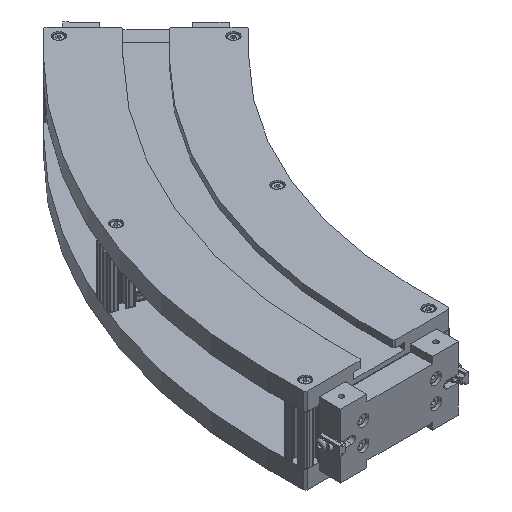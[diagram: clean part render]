
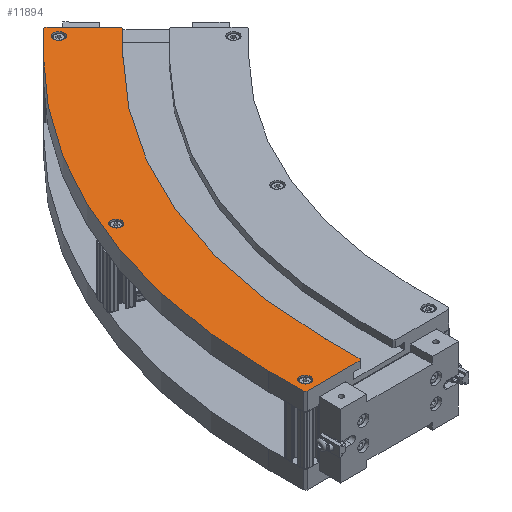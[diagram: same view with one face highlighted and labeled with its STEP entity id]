
A CAD part, isometric view. The second image highlights one B-rep face of the part: STEP entity #11894.
In plain terms, the highlighted planar face has unit normal (0, 0, 1).
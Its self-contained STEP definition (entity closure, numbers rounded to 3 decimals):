
#325=FACE_BOUND('',#1741,.T.);
#326=FACE_BOUND('',#1742,.T.);
#327=FACE_BOUND('',#1743,.T.);
#590=PLANE('',#13087);
#1109=FACE_OUTER_BOUND('',#1740,.T.);
#1740=EDGE_LOOP('',(#9920,#9921,#9922,#9923,#9924,#9925,#9926,#9927,#9928,
#9929,#9930,#9931));
#1741=EDGE_LOOP('',(#9932));
#1742=EDGE_LOOP('',(#9933));
#1743=EDGE_LOOP('',(#9934));
#2742=LINE('',#19178,#3888);
#2744=LINE('',#19182,#3890);
#2746=LINE('',#19187,#3892);
#2749=LINE('',#19192,#3895);
#2773=LINE('',#19246,#3919);
#2778=LINE('',#19255,#3924);
#2783=LINE('',#19269,#3929);
#2791=LINE('',#19290,#3937);
#2795=LINE('',#19301,#3941);
#2798=LINE('',#19308,#3944);
#3888=VECTOR('',#15718,10.);
#3890=VECTOR('',#15722,10.);
#3892=VECTOR('',#15726,10.);
#3895=VECTOR('',#15731,10.);
#3919=VECTOR('',#15773,10.);
#3924=VECTOR('',#15780,10.);
#3929=VECTOR('',#15795,10.);
#3937=VECTOR('',#15823,10.);
#3941=VECTOR('',#15839,10.);
#3944=VECTOR('',#15848,10.);
#4563=CIRCLE('',#13006,7.5);
#4571=CIRCLE('',#13020,7.5);
#4579=CIRCLE('',#13034,7.5);
#4595=CIRCLE('',#13078,672.5);
#4596=CIRCLE('',#13084,750.);
#5438=VERTEX_POINT('',#19057);
#5446=VERTEX_POINT('',#19083);
#5454=VERTEX_POINT('',#19109);
#5481=VERTEX_POINT('',#19175);
#5482=VERTEX_POINT('',#19177);
#5483=VERTEX_POINT('',#19181);
#5484=VERTEX_POINT('',#19185);
#5485=VERTEX_POINT('',#19186);
#5486=VERTEX_POINT('',#19191);
#5507=VERTEX_POINT('',#19245);
#5510=VERTEX_POINT('',#19253);
#5514=VERTEX_POINT('',#19268);
#5517=VERTEX_POINT('',#19289);
#5518=VERTEX_POINT('',#19300);
#5519=VERTEX_POINT('',#19304);
#6924=EDGE_CURVE('',#5438,#5438,#4563,.T.);
#6936=EDGE_CURVE('',#5446,#5446,#4571,.T.);
#6948=EDGE_CURVE('',#5454,#5454,#4579,.T.);
#6981=EDGE_CURVE('',#5482,#5481,#2742,.T.);
#6983=EDGE_CURVE('',#5482,#5483,#2744,.T.);
#6985=EDGE_CURVE('',#5484,#5485,#2746,.T.);
#6988=EDGE_CURVE('',#5486,#5485,#2749,.T.);
#7016=EDGE_CURVE('',#5507,#5481,#2773,.T.);
#7021=EDGE_CURVE('',#5507,#5510,#2778,.T.);
#7028=EDGE_CURVE('',#5486,#5514,#2783,.T.);
#7038=EDGE_CURVE('',#5517,#5514,#2791,.T.);
#7040=EDGE_CURVE('',#5510,#5517,#4595,.T.);
#7043=EDGE_CURVE('',#5518,#5483,#2795,.T.);
#7045=EDGE_CURVE('',#5519,#5518,#4596,.T.);
#7047=EDGE_CURVE('',#5484,#5519,#2798,.T.);
#9920=ORIENTED_EDGE('',*,*,#6983,.F.);
#9921=ORIENTED_EDGE('',*,*,#6981,.T.);
#9922=ORIENTED_EDGE('',*,*,#7016,.F.);
#9923=ORIENTED_EDGE('',*,*,#7021,.T.);
#9924=ORIENTED_EDGE('',*,*,#7040,.T.);
#9925=ORIENTED_EDGE('',*,*,#7038,.T.);
#9926=ORIENTED_EDGE('',*,*,#7028,.F.);
#9927=ORIENTED_EDGE('',*,*,#6988,.T.);
#9928=ORIENTED_EDGE('',*,*,#6985,.F.);
#9929=ORIENTED_EDGE('',*,*,#7047,.T.);
#9930=ORIENTED_EDGE('',*,*,#7045,.T.);
#9931=ORIENTED_EDGE('',*,*,#7043,.T.);
#9932=ORIENTED_EDGE('',*,*,#6924,.T.);
#9933=ORIENTED_EDGE('',*,*,#6936,.T.);
#9934=ORIENTED_EDGE('',*,*,#6948,.T.);
#11894=ADVANCED_FACE('',(#1109,#325,#326,#327),#590,.T.);
#13006=AXIS2_PLACEMENT_3D('',#19058,#15599,#15600);
#13020=AXIS2_PLACEMENT_3D('',#19084,#15631,#15632);
#13034=AXIS2_PLACEMENT_3D('',#19110,#15663,#15664);
#13078=AXIS2_PLACEMENT_3D('',#19293,#15827,#15828);
#13084=AXIS2_PLACEMENT_3D('',#19305,#15843,#15844);
#13087=AXIS2_PLACEMENT_3D('',#19310,#15851,#15852);
#15599=DIRECTION('center_axis',(0.,0.,-1.));
#15600=DIRECTION('ref_axis',(1.,0.,0.));
#15631=DIRECTION('center_axis',(0.,0.,-1.));
#15632=DIRECTION('ref_axis',(1.,0.,0.));
#15663=DIRECTION('center_axis',(0.,0.,-1.));
#15664=DIRECTION('ref_axis',(1.,0.,0.));
#15718=DIRECTION('',(-0.707,-0.707,0.));
#15722=DIRECTION('',(1.,0.,0.));
#15726=DIRECTION('',(-0.707,-0.707,0.));
#15731=DIRECTION('',(1.,0.,0.));
#15773=DIRECTION('',(0.,1.,0.));
#15780=DIRECTION('',(0.707,-0.707,0.));
#15795=DIRECTION('',(-0.707,0.707,0.));
#15823=DIRECTION('',(0.,-1.,0.));
#15827=DIRECTION('center_axis',(0.,0.,-1.));
#15828=DIRECTION('ref_axis',(1.,0.,0.));
#15839=DIRECTION('',(-0.707,0.707,0.));
#15843=DIRECTION('center_axis',(0.,0.,1.));
#15844=DIRECTION('ref_axis',(1.,0.,0.));
#15848=DIRECTION('',(0.,1.,0.));
#15851=DIRECTION('center_axis',(0.,0.,1.));
#15852=DIRECTION('ref_axis',(1.,0.,0.));
#19057=CARTESIAN_POINT('',(671.551,281.272,12.5));
#19058=CARTESIAN_POINT('Origin',(679.051,281.272,12.5));
#19083=CARTESIAN_POINT('',(487.475,544.472,12.5));
#19084=CARTESIAN_POINT('Origin',(494.975,544.472,12.5));
#19109=CARTESIAN_POINT('',(727.5,-35.,12.5));
#19110=CARTESIAN_POINT('Origin',(735.,-35.,12.5));
#19175=CARTESIAN_POINT('',(441.588,512.299,12.5));
#19177=CARTESIAN_POINT('',(493.207,563.918,12.5));
#19178=CARTESIAN_POINT('',(494.975,565.685,12.5));
#19181=CARTESIAN_POINT('',(496.743,563.918,12.5));
#19182=CARTESIAN_POINT('',(572.487,563.918,12.5));
#19185=CARTESIAN_POINT('',(750.,-47.5,12.5));
#19186=CARTESIAN_POINT('',(747.5,-50.,12.5));
#19187=CARTESIAN_POINT('',(730.,-67.5,12.5));
#19191=CARTESIAN_POINT('',(674.5,-50.,12.5));
#19192=CARTESIAN_POINT('',(550.,-50.,12.5));
#19245=CARTESIAN_POINT('',(441.588,509.47,12.5));
#19246=CARTESIAN_POINT('',(441.588,242.942,12.5));
#19253=CARTESIAN_POINT('',(475.529,475.529,12.5));
#19255=CARTESIAN_POINT('',(626.602,324.457,12.5));
#19268=CARTESIAN_POINT('',(672.5,-48.,12.5));
#19269=CARTESIAN_POINT('',(661.625,-37.125,12.5));
#19289=CARTESIAN_POINT('',(672.5,0.,12.5));
#19290=CARTESIAN_POINT('',(672.5,-12.5,12.5));
#19293=CARTESIAN_POINT('Origin',(0.,0.,12.5));
#19300=CARTESIAN_POINT('',(530.33,530.33,12.5));
#19301=CARTESIAN_POINT('',(530.33,530.33,12.5));
#19304=CARTESIAN_POINT('',(750.,0.,12.5));
#19305=CARTESIAN_POINT('Origin',(0.,0.,12.5));
#19308=CARTESIAN_POINT('',(750.,-50.,12.5));
#19310=CARTESIAN_POINT('Origin',(650.,-25.,12.5));
